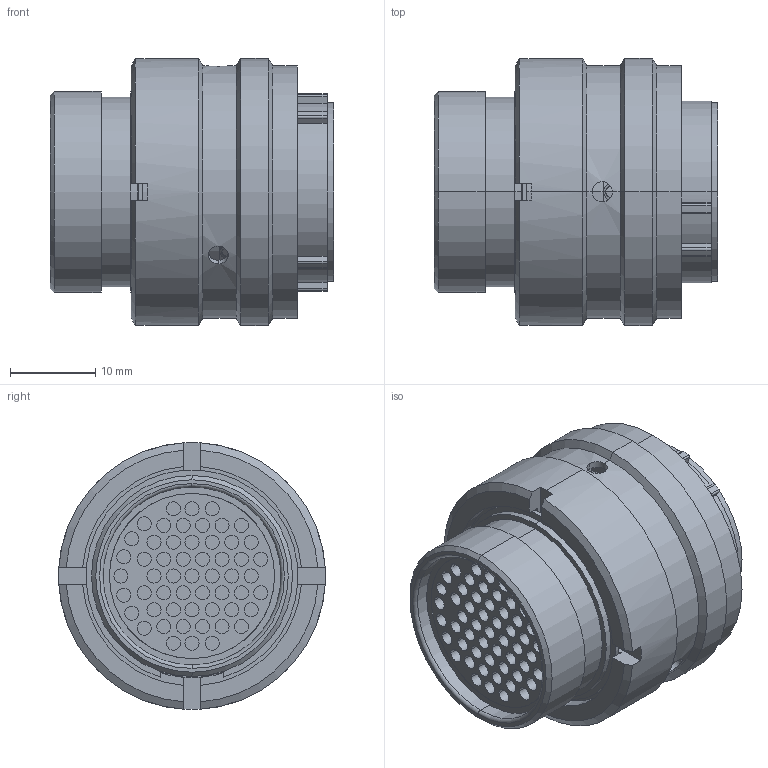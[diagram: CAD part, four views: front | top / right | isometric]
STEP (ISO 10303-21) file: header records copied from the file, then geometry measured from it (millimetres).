
FILE_DESCRIPTION (( 'STEP AP214' ), '1' );
FILE_NAME ('AS616-35SB.STEP', '2016-08-24T10:03:14', ( 'TE Connectivity' ), ( 'TE Connectivity' ), 'SwSTEP 2.0', 'SolidWorks 2014', '' );
FILE_SCHEMA (( 'AUTOMOTIVE_DESIGN' ));
Length unit declared in the file: inch
Products named in the file (1): AS616-35SB
Bounding box: 33.37 x 31.4 x 31.4 mm (x, y, z)
Volume: 13592.7 mm3; surface area: 19840.7 mm2
Topology: 8 solids, 8 shells, 1297 faces, 3307 edges, 2094 vertices
Faces by surface type: cylinder 446, plane 384, cone 232, torus 226, bspline 9
Entity records: 63029 total; most frequent: CARTESIAN_POINT 15166, ORIENTED_EDGE 6614, DIRECTION 6285, EDGE_CURVE 3307, AXIS2_PLACEMENT_3D 2699, VERTEX_POINT 2094, EDGE_LOOP 1599, CIRCLE 1410
